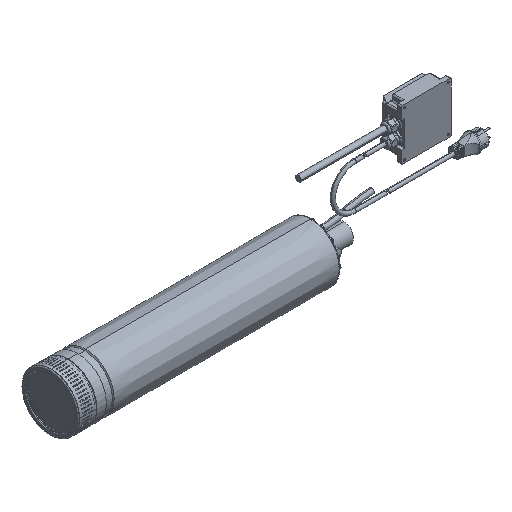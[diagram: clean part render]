
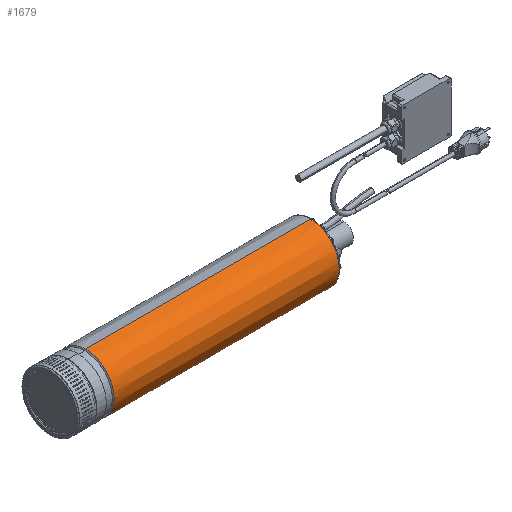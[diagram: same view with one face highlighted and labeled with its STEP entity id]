
A CAD part, isometric view. The second image highlights one B-rep face of the part: STEP entity #1679.
In plain terms, the highlighted conical face has half-angle 0 degrees and reference radius 66.499 mm.
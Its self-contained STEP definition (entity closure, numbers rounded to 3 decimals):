
#1679 = ADVANCED_FACE ( 'NONE', ( #24411 ), #33036, .T. ) ;
#2739 = ORIENTED_EDGE ( 'NONE', *, *, #65340, .F. ) ;
#3530 = DIRECTION ( 'NONE',  ( -1., 0., 0. ) ) ;
#3967 = EDGE_LOOP ( 'NONE', ( #2739, #27532, #35514, #27173 ) ) ;
#5227 = DIRECTION ( 'NONE',  ( 0., 0., 1. ) ) ;
#5926 = LINE ( 'NONE', #65131, #7120 ) ;
#7120 = VECTOR ( 'NONE', #11416, 1000. ) ;
#8724 = AXIS2_PLACEMENT_3D ( 'NONE', #19374, #42863, #49918 ) ;
#9240 = AXIS2_PLACEMENT_3D ( 'NONE', #65580, #11873, #5227 ) ;
#11416 = DIRECTION ( 'NONE',  ( -1., 0., 0. ) ) ;
#11792 = VERTEX_POINT ( 'NONE', #23454 ) ;
#11873 = DIRECTION ( 'NONE',  ( -1., 0., 0. ) ) ;
#13185 = VERTEX_POINT ( 'NONE', #54322 ) ;
#17933 = CIRCLE ( 'NONE', #71756, 66.499 ) ;
#18323 = VERTEX_POINT ( 'NONE', #30047 ) ;
#19374 = CARTESIAN_POINT ( 'NONE',  ( -157.377, 0., 0. ) ) ;
#22003 = DIRECTION ( 'NONE',  ( 0., 0., 1. ) ) ;
#22485 = CIRCLE ( 'NONE', #8724, 66.5 ) ;
#23454 = CARTESIAN_POINT ( 'NONE',  ( 366.533, 0., -66.499 ) ) ;
#24411 = FACE_OUTER_BOUND ( 'NONE', #3967, .T. ) ;
#26467 = VERTEX_POINT ( 'NONE', #50126 ) ;
#27173 = ORIENTED_EDGE ( 'NONE', *, *, #66634, .F. ) ;
#27532 = ORIENTED_EDGE ( 'NONE', *, *, #57143, .T. ) ;
#30047 = CARTESIAN_POINT ( 'NONE',  ( -157.377, 0., -66.5 ) ) ;
#33036 = CONICAL_SURFACE ( 'NONE', #9240, 66.499, 0. ) ;
#35514 = ORIENTED_EDGE ( 'NONE', *, *, #53286, .T. ) ;
#42863 = DIRECTION ( 'NONE',  ( -1., 0., 0. ) ) ;
#49918 = DIRECTION ( 'NONE',  ( 0., 0., 1. ) ) ;
#50126 = CARTESIAN_POINT ( 'NONE',  ( 366.533, 0., 66.499 ) ) ;
#52181 = DIRECTION ( 'NONE',  ( -1., 0., 0. ) ) ;
#53286 = EDGE_CURVE ( 'NONE', #26467, #13185, #68993, .T. ) ;
#54322 = CARTESIAN_POINT ( 'NONE',  ( -157.377, 0., 66.5 ) ) ;
#56122 = VECTOR ( 'NONE', #3530, 1000. ) ;
#57143 = EDGE_CURVE ( 'NONE', #11792, #26467, #17933, .T. ) ;
#57634 = CARTESIAN_POINT ( 'NONE',  ( 366.533, 0., 66.499 ) ) ;
#63573 = CARTESIAN_POINT ( 'NONE',  ( 366.533, 0., 0. ) ) ;
#65131 = CARTESIAN_POINT ( 'NONE',  ( 366.533, 0., -66.499 ) ) ;
#65340 = EDGE_CURVE ( 'NONE', #11792, #18323, #5926, .T. ) ;
#65580 = CARTESIAN_POINT ( 'NONE',  ( 366.533, 0., 0. ) ) ;
#66634 = EDGE_CURVE ( 'NONE', #18323, #13185, #22485, .T. ) ;
#68993 = LINE ( 'NONE', #57634, #56122 ) ;
#71756 = AXIS2_PLACEMENT_3D ( 'NONE', #63573, #52181, #22003 ) ;
